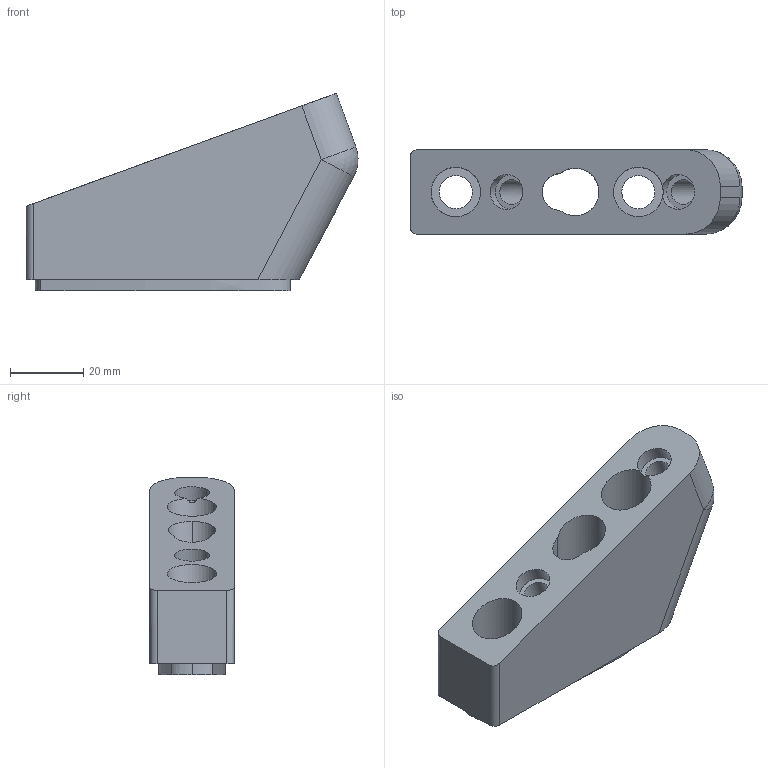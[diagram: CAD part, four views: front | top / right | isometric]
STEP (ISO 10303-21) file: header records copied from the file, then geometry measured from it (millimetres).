
FILE_DESCRIPTION(('FreeCAD Model'),'2;1');
FILE_NAME('Open CASCADE Shape Model','2023-12-06T18:22:02',('Author'),( ''),'Open CASCADE STEP processor 7.6','FreeCAD','Unknown');
FILE_SCHEMA(('AUTOMOTIVE_DESIGN { 1 0 10303 214 1 1 1 1 }'));
Length unit declared in the file: millimetre
Products named in the file (1): Body
Bounding box: 90.5 x 23 x 53.78 mm (x, y, z)
Volume: 52431.7 mm3; surface area: 16503.5 mm2
Topology: 1 solids, 1 shells, 40 faces, 105 edges, 64 vertices
Faces by surface type: cylinder 19, plane 13, extrusion 4, sphere 2, cone 2
Full cylindrical faces by diameter (mm): 6.8 x2, 9 x2, 9.5 x2, 13.5 x2
Entity records: 1386 total; most frequent: CARTESIAN_POINT 375, DIRECTION 207, ORIENTED_EDGE 202, EDGE_CURVE 101, AXIS2_PLACEMENT_3D 79, VERTEX_POINT 64, FACE_BOUND 49, EDGE_LOOP 49
